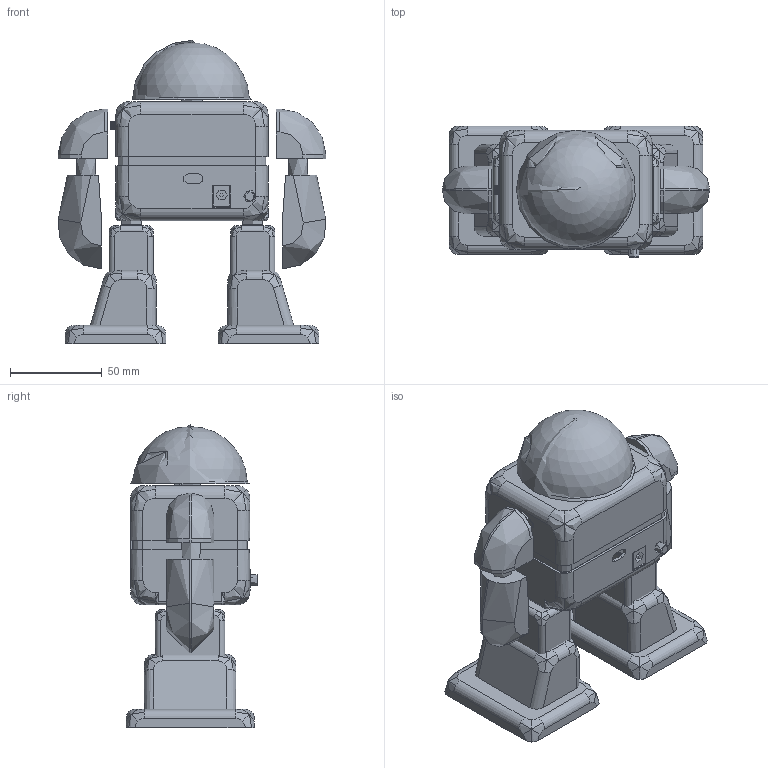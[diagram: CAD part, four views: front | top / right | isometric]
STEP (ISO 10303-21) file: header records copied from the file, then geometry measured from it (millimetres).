
FILE_DESCRIPTION(/* description */ (''),/* implementation_level */ '2;1');
FILE_NAME(/* name */ 'OttoMakeybot v11.step',/* time_stamp */ '2019-05-24T10:54:34+02:00',/* author */ (''),/* organization */ (''),/* preprocessor_version */ 'ST-DEVELOPER v18',/* originating_system */ 'Autodesk Translation Framework v8.2.0.1029',/* authorisation */ '');
FILE_SCHEMA (('AUTOMOTIVE_DESIGN { 1 0 10303 214 3 1 1 }'));
Length unit declared in the file: millimetre
Products named in the file (12): OttoMakeybot; Body; Arduino_NANO_shield; microswitch; Servo_SG90; Head; arm; Leg; Feet; arm(Mirror); Leg(Mirror); Feet(Mirror)
Assembly tree (14 placements, depth 3):
  OttoMakeybot
    Body
      Arduino_NANO_shield
    Servo_SG90  x4
    microswitch
    Head
    arm
    Leg
    Feet
    arm(Mirror)
    Leg(Mirror)
    Feet(Mirror)
Bounding box: 146 x 72 x 165.42 mm (x, y, z)
Volume: 437814.7 mm3; surface area: 169167.6 mm2
Topology: 136 solids, 136 shells, 2284 faces, 5572 edges, 3647 vertices
Faces by surface type: plane 1450, cylinder 510, bspline 271, torus 38, cone 9, sphere 6
Full cylindrical faces by diameter (mm): 1.8 x4, 1.85 x10, 2 x5, 3.239 x4, 4.8 x4, 5 x2, 6 x3, 6.5 x1, 10.607 x2, 15 x2
Entity records: 66179 total; most frequent: CARTESIAN_POINT 22565, ORIENTED_EDGE 8986, DIRECTION 8308, EDGE_CURVE 4493, LINE 3142, VECTOR 3142, VERTEX_POINT 2915, AXIS2_PLACEMENT_3D 2583
